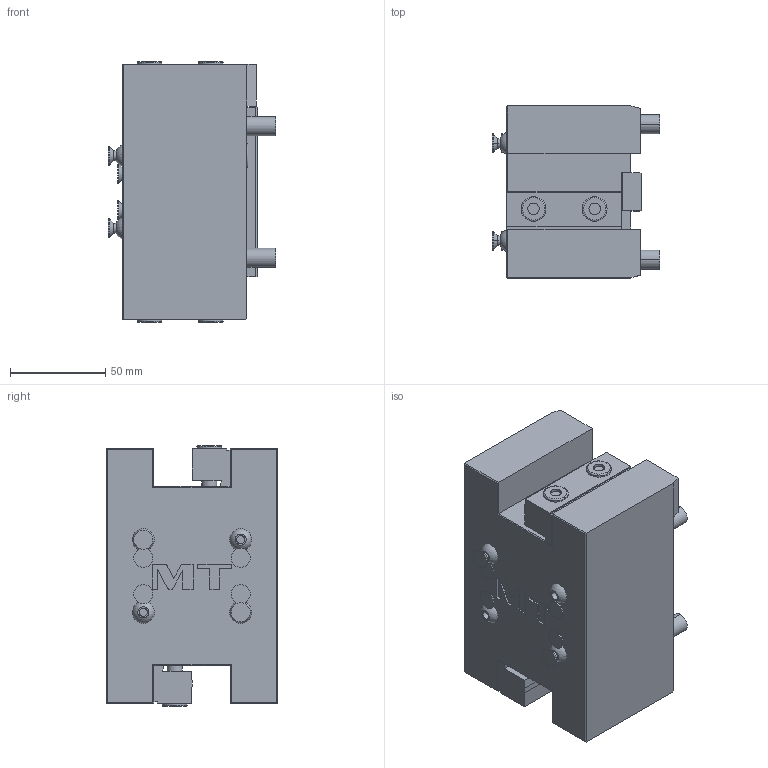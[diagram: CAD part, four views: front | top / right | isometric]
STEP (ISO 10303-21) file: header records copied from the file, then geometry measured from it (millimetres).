
FILE_DESCRIPTION((''),'2;1');
FILE_NAME('NKM0422000_CONF','2023-03-08T10:08:42',('sterribile'),('M.T. srl'),'CREO PARAMETRIC BY PTC INC, 2021072','CREO PARAMETRIC BY PTC INC, 2021072','');
FILE_SCHEMA(('CONFIG_CONTROL_DESIGN'));
Length unit declared in the file: millimetre
Products named in the file (1): NKM0422000_CONF
Bounding box: 87.55 x 90 x 136.7 mm (x, y, z)
Volume: 743930.8 mm3; surface area: 66127.5 mm2
Topology: 1 solids, 1 shells, 210 faces, 499 edges, 320 vertices
Faces by surface type: plane 128, cylinder 52, torus 12, cone 12, sphere 4, extrusion 2
Entity records: 6101 total; most frequent: DIRECTION 1069, CARTESIAN_POINT 1041, ORIENTED_EDGE 998, EDGE_CURVE 499, AXIS2_PLACEMENT_3D 364, VECTOR 341, LINE 339, VERTEX_POINT 320
